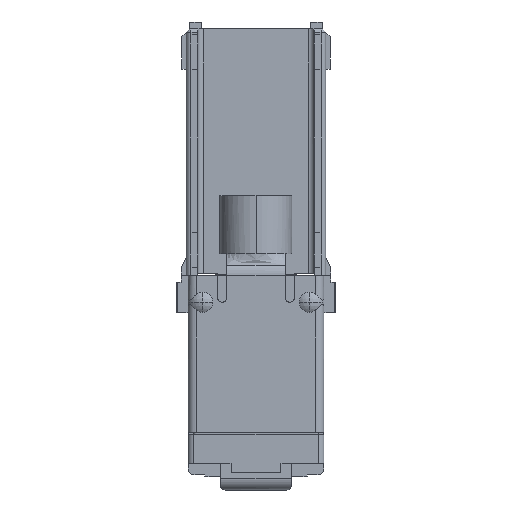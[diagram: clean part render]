
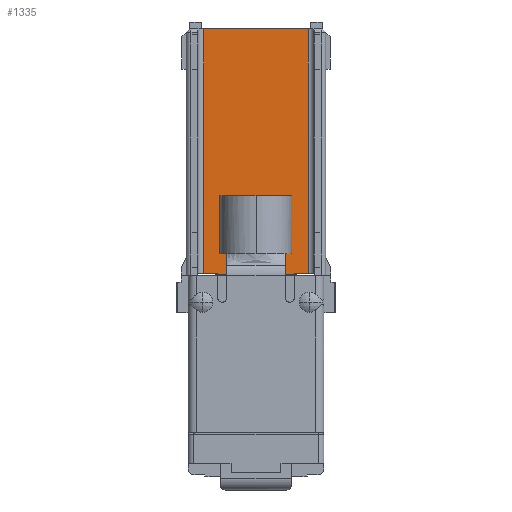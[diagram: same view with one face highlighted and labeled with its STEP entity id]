
A CAD part, front view. The second image highlights one B-rep face of the part: STEP entity #1335.
In plain terms, the highlighted planar face has unit normal (0, -1, 0).
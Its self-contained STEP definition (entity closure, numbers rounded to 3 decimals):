
#275=AXIS2_PLACEMENT_3D('Circle Axis2P3D',#273,#274,$) ;
#1176=AXIS2_PLACEMENT_3D('Plane Axis2P3D',#1173,#1174,#1175) ;
#1227=AXIS2_PLACEMENT_3D('Circle Axis2P3D',#1225,#1226,$) ;
#227=CARTESIAN_POINT('Line Origine',(9.35,9.5,21.808)) ;
#231=CARTESIAN_POINT('Vertex',(8.812,9.5,21.808)) ;
#233=CARTESIAN_POINT('Vertex',(4.888,9.5,21.808)) ;
#273=CARTESIAN_POINT('Axis2P3D Location',(9.012,9.5,21.35)) ;
#277=CARTESIAN_POINT('Vertex',(9.012,9.5,21.85)) ;
#910=CARTESIAN_POINT('Vertex',(10.15,9.5,18.45)) ;
#913=CARTESIAN_POINT('Line Origine',(9.75,9.5,18.45)) ;
#917=CARTESIAN_POINT('Vertex',(9.35,9.5,18.45)) ;
#941=CARTESIAN_POINT('Vertex',(4.35,9.5,18.45)) ;
#944=CARTESIAN_POINT('Line Origine',(3.95,9.5,18.45)) ;
#948=CARTESIAN_POINT('Vertex',(3.55,9.5,18.45)) ;
#1173=CARTESIAN_POINT('Axis2P3D Location',(0.,9.5,18.45)) ;
#1225=CARTESIAN_POINT('Axis2P3D Location',(4.688,9.5,21.35)) ;
#1229=CARTESIAN_POINT('Vertex',(4.688,9.5,21.85)) ;
#1246=CARTESIAN_POINT('Line Origine',(4.35,9.5,20.15)) ;
#1250=CARTESIAN_POINT('Vertex',(4.35,9.5,21.85)) ;
#1253=CARTESIAN_POINT('Line Origine',(4.519,9.5,21.85)) ;
#1258=CARTESIAN_POINT('Line Origine',(9.181,9.5,21.85)) ;
#1262=CARTESIAN_POINT('Vertex',(9.35,9.5,21.85)) ;
#1265=CARTESIAN_POINT('Line Origine',(9.35,9.5,20.15)) ;
#1270=CARTESIAN_POINT('Line Origine',(10.15,9.5,18.55)) ;
#1274=CARTESIAN_POINT('Vertex',(10.15,9.5,18.65)) ;
#1277=CARTESIAN_POINT('Line Origine',(10.75,9.5,18.65)) ;
#1281=CARTESIAN_POINT('Vertex',(11.35,9.5,18.65)) ;
#1284=CARTESIAN_POINT('Line Origine',(11.35,9.5,29.15)) ;
#1288=CARTESIAN_POINT('Vertex',(11.35,9.5,39.65)) ;
#1291=CARTESIAN_POINT('Line Origine',(6.85,9.5,39.65)) ;
#1295=CARTESIAN_POINT('Vertex',(2.35,9.5,39.65)) ;
#1298=CARTESIAN_POINT('Line Origine',(2.35,9.5,29.15)) ;
#1302=CARTESIAN_POINT('Vertex',(2.35,9.5,18.65)) ;
#1305=CARTESIAN_POINT('Line Origine',(2.95,9.5,18.65)) ;
#1309=CARTESIAN_POINT('Vertex',(3.55,9.5,18.65)) ;
#1312=CARTESIAN_POINT('Line Origine',(3.55,9.5,18.55)) ;
#228=DIRECTION('Vector Direction',(-1.,0.,0.)) ;
#274=DIRECTION('Axis2P3D Direction',(0.,1.,0.)) ;
#914=DIRECTION('Vector Direction',(-1.,0.,0.)) ;
#945=DIRECTION('Vector Direction',(-1.,0.,0.)) ;
#1174=DIRECTION('Axis2P3D Direction',(0.,1.,0.)) ;
#1175=DIRECTION('Axis2P3D XDirection',(1.,0.,0.)) ;
#1226=DIRECTION('Axis2P3D Direction',(0.,1.,0.)) ;
#1247=DIRECTION('Vector Direction',(0.,0.,1.)) ;
#1254=DIRECTION('Vector Direction',(1.,0.,0.)) ;
#1259=DIRECTION('Vector Direction',(1.,0.,0.)) ;
#1266=DIRECTION('Vector Direction',(0.,0.,1.)) ;
#1271=DIRECTION('Vector Direction',(0.,0.,1.)) ;
#1278=DIRECTION('Vector Direction',(-1.,0.,0.)) ;
#1285=DIRECTION('Vector Direction',(0.,0.,1.)) ;
#1292=DIRECTION('Vector Direction',(1.,0.,0.)) ;
#1299=DIRECTION('Vector Direction',(0.,0.,1.)) ;
#1306=DIRECTION('Vector Direction',(1.,0.,0.)) ;
#1313=DIRECTION('Vector Direction',(0.,0.,1.)) ;
#229=VECTOR('Line Direction',#228,1.) ;
#915=VECTOR('Line Direction',#914,1.) ;
#946=VECTOR('Line Direction',#945,1.) ;
#1248=VECTOR('Line Direction',#1247,1.) ;
#1255=VECTOR('Line Direction',#1254,1.) ;
#1260=VECTOR('Line Direction',#1259,1.) ;
#1267=VECTOR('Line Direction',#1266,1.) ;
#1272=VECTOR('Line Direction',#1271,1.) ;
#1279=VECTOR('Line Direction',#1278,1.) ;
#1286=VECTOR('Line Direction',#1285,1.) ;
#1293=VECTOR('Line Direction',#1292,1.) ;
#1300=VECTOR('Line Direction',#1299,1.) ;
#1307=VECTOR('Line Direction',#1306,1.) ;
#1314=VECTOR('Line Direction',#1313,1.) ;
#1318=ORIENTED_EDGE('',*,*,#1252,.F.) ;
#1319=ORIENTED_EDGE('',*,*,#1257,.T.) ;
#1320=ORIENTED_EDGE('',*,*,#1231,.T.) ;
#1321=ORIENTED_EDGE('',*,*,#235,.F.) ;
#1322=ORIENTED_EDGE('',*,*,#279,.T.) ;
#1323=ORIENTED_EDGE('',*,*,#1264,.T.) ;
#1324=ORIENTED_EDGE('',*,*,#1269,.F.) ;
#1325=ORIENTED_EDGE('',*,*,#919,.F.) ;
#1326=ORIENTED_EDGE('',*,*,#1276,.T.) ;
#1327=ORIENTED_EDGE('',*,*,#1283,.F.) ;
#1328=ORIENTED_EDGE('',*,*,#1290,.T.) ;
#1329=ORIENTED_EDGE('',*,*,#1297,.F.) ;
#1330=ORIENTED_EDGE('',*,*,#1304,.F.) ;
#1331=ORIENTED_EDGE('',*,*,#1311,.T.) ;
#1332=ORIENTED_EDGE('',*,*,#1316,.F.) ;
#1333=ORIENTED_EDGE('',*,*,#950,.F.) ;
#1335=ADVANCED_FACE('Hauptk\X2\00F6\X0\rper',(#1334),#1177,.F.) ;
#276=CIRCLE('generated circle',#275,0.5) ;
#1228=CIRCLE('generated circle',#1227,0.5) ;
#235=EDGE_CURVE('',#232,#234,#230,.T.) ;
#279=EDGE_CURVE('',#232,#278,#276,.T.) ;
#919=EDGE_CURVE('',#911,#918,#916,.T.) ;
#950=EDGE_CURVE('',#942,#949,#947,.T.) ;
#1231=EDGE_CURVE('',#1230,#234,#1228,.T.) ;
#1252=EDGE_CURVE('',#1251,#942,#1249,.F.) ;
#1257=EDGE_CURVE('',#1251,#1230,#1256,.T.) ;
#1264=EDGE_CURVE('',#278,#1263,#1261,.T.) ;
#1269=EDGE_CURVE('',#918,#1263,#1268,.T.) ;
#1276=EDGE_CURVE('',#911,#1275,#1273,.T.) ;
#1283=EDGE_CURVE('',#1282,#1275,#1280,.T.) ;
#1290=EDGE_CURVE('',#1282,#1289,#1287,.T.) ;
#1297=EDGE_CURVE('',#1296,#1289,#1294,.T.) ;
#1304=EDGE_CURVE('',#1303,#1296,#1301,.T.) ;
#1311=EDGE_CURVE('',#1303,#1310,#1308,.T.) ;
#1316=EDGE_CURVE('',#949,#1310,#1315,.T.) ;
#1317=EDGE_LOOP('',(#1318,#1319,#1320,#1321,#1322,#1323,#1324,#1325,#1326,#1327,#1328,#1329,#1330,#1331,#1332,#1333)) ;
#1334=FACE_OUTER_BOUND('',#1317,.T.) ;
#230=LINE('Line',#227,#229) ;
#916=LINE('Line',#913,#915) ;
#947=LINE('Line',#944,#946) ;
#1249=LINE('Line',#1246,#1248) ;
#1256=LINE('Line',#1253,#1255) ;
#1261=LINE('Line',#1258,#1260) ;
#1268=LINE('Line',#1265,#1267) ;
#1273=LINE('Line',#1270,#1272) ;
#1280=LINE('Line',#1277,#1279) ;
#1287=LINE('Line',#1284,#1286) ;
#1294=LINE('Line',#1291,#1293) ;
#1301=LINE('Line',#1298,#1300) ;
#1308=LINE('Line',#1305,#1307) ;
#1315=LINE('Line',#1312,#1314) ;
#1177=PLANE('',#1176) ;
#232=VERTEX_POINT('',#231) ;
#234=VERTEX_POINT('',#233) ;
#278=VERTEX_POINT('',#277) ;
#911=VERTEX_POINT('',#910) ;
#918=VERTEX_POINT('',#917) ;
#942=VERTEX_POINT('',#941) ;
#949=VERTEX_POINT('',#948) ;
#1230=VERTEX_POINT('',#1229) ;
#1251=VERTEX_POINT('',#1250) ;
#1263=VERTEX_POINT('',#1262) ;
#1275=VERTEX_POINT('',#1274) ;
#1282=VERTEX_POINT('',#1281) ;
#1289=VERTEX_POINT('',#1288) ;
#1296=VERTEX_POINT('',#1295) ;
#1303=VERTEX_POINT('',#1302) ;
#1310=VERTEX_POINT('',#1309) ;
